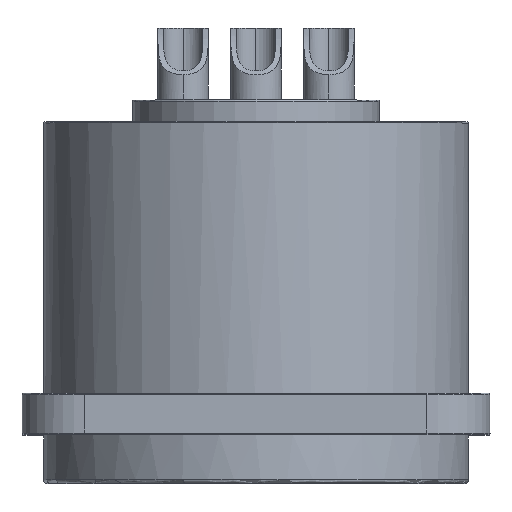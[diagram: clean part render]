
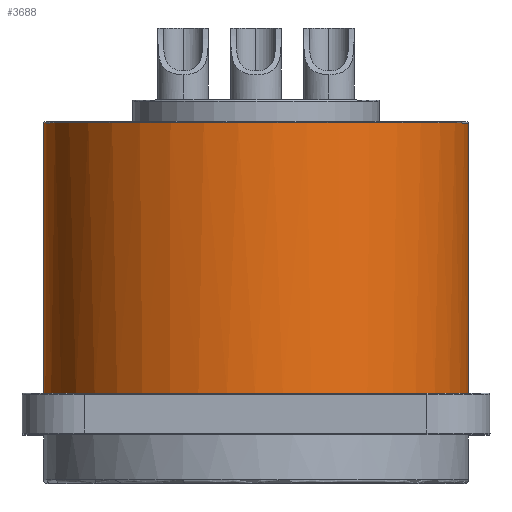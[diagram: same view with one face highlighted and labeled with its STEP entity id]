
A CAD part, top view. The second image highlights one B-rep face of the part: STEP entity #3688.
In plain terms, the highlighted free-form (B-spline) face has degree [2, 1] with [7, 2] control points.
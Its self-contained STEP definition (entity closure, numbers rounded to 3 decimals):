
#132 = ORIENTED_EDGE ( 'NONE', *, *, #3651, .F. ) ;
#200 = CARTESIAN_POINT ( 'NONE',  ( 11.8, 8.7, 15.5 ) ) ;
#306 = CARTESIAN_POINT ( 'NONE',  ( -11.8, -0.417, 27.3 ) ) ;
#343 = CARTESIAN_POINT ( 'NONE',  ( -11.8, 17.817, 27.3 ) ) ;
#455 = DIRECTION ( 'NONE',  ( 0., 1., 0. ) ) ;
#514 = CARTESIAN_POINT ( 'NONE',  ( 11.8, 16.174, 15.5 ) ) ;
#607 = DIRECTION ( 'NONE',  ( 0., -1., 0. ) ) ;
#711 = EDGE_CURVE ( 'NONE', #4384, #1417, #2023, .T. ) ;
#793 = CARTESIAN_POINT ( 'NONE',  ( -11.8, 16.174, 15.5 ) ) ;
#983 = CARTESIAN_POINT ( 'NONE',  ( 11.8, 1.15, 15.5 ) ) ;
#1038 = EDGE_CURVE ( 'NONE', #3810, #2188, #4524, .T. ) ;
#1094 = CARTESIAN_POINT ( 'NONE',  ( 11.8, -0.417, 15.5 ) ) ;
#1309 = CARTESIAN_POINT ( 'NONE',  ( -11.8, 1.15, 15.5 ) ) ;
#1417 = VERTEX_POINT ( 'NONE', #514 ) ;
#1427 = CARTESIAN_POINT ( 'NONE',  ( -11.8, -0.417, 15.5 ) ) ;
#1453 = FACE_OUTER_BOUND ( 'NONE', #4878, .T. ) ;
#1474 = CARTESIAN_POINT ( 'NONE',  ( 0., -0.417, 27.3 ) ) ;
#1536 = CARTESIAN_POINT ( 'NONE',  ( 11.8, 16.174, 15.72 ) ) ;
#1590 = CARTESIAN_POINT ( 'NONE',  ( -11.8, 8.7, 15.5 ) ) ;
#1946 = ORIENTED_EDGE ( 'NONE', *, *, #711, .F. ) ;
#1986 = CARTESIAN_POINT ( 'NONE',  ( 10.427, 16.174, 22.081 ) ) ;
#2002 = LINE ( 'NONE', #1590, #2114 ) ;
#2023 = B_SPLINE_CURVE_WITH_KNOTS ( 'NONE', 3,
 ( #793, #2340, #3440, #4229, #4620, #4654, #1986, #3477, #1536, #3848 ),
 .UNSPECIFIED., .F., .F.,
 ( 4, 1, 1, 1, 1, 1, 1, 4 ),
 ( 0., 0.176, 0.344, 0.5, 0.656, 0.824, 0.982, 1. ),
 .UNSPECIFIED. ) ;
#2114 = VECTOR ( 'NONE', #455, 1000. ) ;
#2140 = CARTESIAN_POINT ( 'NONE',  ( 11.8, 1.15, 15.5 ) ) ;
#2188 = VERTEX_POINT ( 'NONE', #983 ) ;
#2215 = CARTESIAN_POINT ( 'NONE',  ( 11.8, 17.817, 15.5 ) ) ;
#2340 = CARTESIAN_POINT ( 'NONE',  ( -11.804, 16.174, 17.677 ) ) ;
#2592 = CARTESIAN_POINT ( 'NONE',  ( -11.8, 17.817, 15.5 ) ) ;
#2607 = CARTESIAN_POINT ( 'NONE',  ( 0., 17.817, 27.3 ) ) ;
#2620 = VECTOR ( 'NONE', #607, 1000. ) ;
#2883 = ORIENTED_EDGE ( 'NONE', *, *, #4054, .F. ) ;
#2941 = CARTESIAN_POINT ( 'NONE',  ( -11.8, 17.817, 15.499 ) ) ;
#3139 = CARTESIAN_POINT ( 'NONE',  ( -11.8, 16.174, 15.5 ) ) ;
#3164 =( BOUNDED_SURFACE ( )  B_SPLINE_SURFACE ( 2, 1, ( 
 ( #2215, #1094 ),
 ( #3693, #4517 ),
 ( #2607, #1474 ),
 ( #343, #306 ),
 ( #2592, #4106 ),
 ( #4859, #1427 ),
 ( #2941, #4087 ) ),
 .UNSPECIFIED., .F., .F., .F. ) 
 B_SPLINE_SURFACE_WITH_KNOTS ( ( 3, 2, 2, 3 ),
 ( 2, 2 ),
 ( 1.571, 3.142, 4.712, 4.712 ),
 ( 0., 18.235 ),
 .UNSPECIFIED. ) 
 GEOMETRIC_REPRESENTATION_ITEM ( )  RATIONAL_B_SPLINE_SURFACE ( (
 ( 1., 1.),
 ( 0.707, 0.707),
 ( 1., 1.),
 ( 0.707, 0.707),
 ( 1., 1.),
 ( 1., 1.),
 ( 1., 1.) ) ) 
 REPRESENTATION_ITEM ( '' )  SURFACE ( )  );
#3203 = ORIENTED_EDGE ( 'NONE', *, *, #1038, .T. ) ;
#3440 = CARTESIAN_POINT ( 'NONE',  ( -10.593, 16.174, 21.925 ) ) ;
#3477 = CARTESIAN_POINT ( 'NONE',  ( 11.742, 16.174, 17.896 ) ) ;
#3651 = EDGE_CURVE ( 'NONE', #1417, #2188, #3762, .T. ) ;
#3688 = ADVANCED_FACE ( 'NONE', ( #1453 ), #3164, .T. ) ;
#3693 = CARTESIAN_POINT ( 'NONE',  ( 11.8, 17.817, 27.3 ) ) ;
#3736 = CARTESIAN_POINT ( 'NONE',  ( -11.8, 1.15, 15.5 ) ) ;
#3762 = LINE ( 'NONE', #200, #2620 ) ;
#3810 = VERTEX_POINT ( 'NONE', #3736 ) ;
#3848 = CARTESIAN_POINT ( 'NONE',  ( 11.8, 16.174, 15.5 ) ) ;
#3985 = CARTESIAN_POINT ( 'NONE',  ( 11.8, 1.15, 27.3 ) ) ;
#4014 = CARTESIAN_POINT ( 'NONE',  ( 0., 1.15, 27.3 ) ) ;
#4054 = EDGE_CURVE ( 'NONE', #3810, #4384, #2002, .T. ) ;
#4087 = CARTESIAN_POINT ( 'NONE',  ( -11.8, -0.417, 15.499 ) ) ;
#4106 = CARTESIAN_POINT ( 'NONE',  ( -11.8, -0.417, 15.5 ) ) ;
#4229 = CARTESIAN_POINT ( 'NONE',  ( -5.927, 16.174, 26.302 ) ) ;
#4384 = VERTEX_POINT ( 'NONE', #3139 ) ;
#4397 = CARTESIAN_POINT ( 'NONE',  ( -11.8, 1.15, 27.3 ) ) ;
#4517 = CARTESIAN_POINT ( 'NONE',  ( 11.8, -0.417, 27.3 ) ) ;
#4524 =( BOUNDED_CURVE ( )  B_SPLINE_CURVE ( 2, ( #1309, #4397, #4014, #3985, #2140 ),
 .UNSPECIFIED., .F., .F. ) 
 B_SPLINE_CURVE_WITH_KNOTS ( ( 3, 2, 3 ),
 ( 0., 0.018, 0.037 ),
 .UNSPECIFIED. ) 
 CURVE ( )  GEOMETRIC_REPRESENTATION_ITEM ( )  RATIONAL_B_SPLINE_CURVE ( ( 1., 0.707, 1., 0.707, 1. ) ) 
 REPRESENTATION_ITEM ( '' )  );
#4620 = CARTESIAN_POINT ( 'NONE',  ( 0., 16.174, 27.782 ) ) ;
#4654 = CARTESIAN_POINT ( 'NONE',  ( 5.928, 16.174, 26.302 ) ) ;
#4859 = CARTESIAN_POINT ( 'NONE',  ( -11.8, 17.817, 15.5 ) ) ;
#4878 = EDGE_LOOP ( 'NONE', ( #1946, #2883, #3203, #132 ) ) ;
